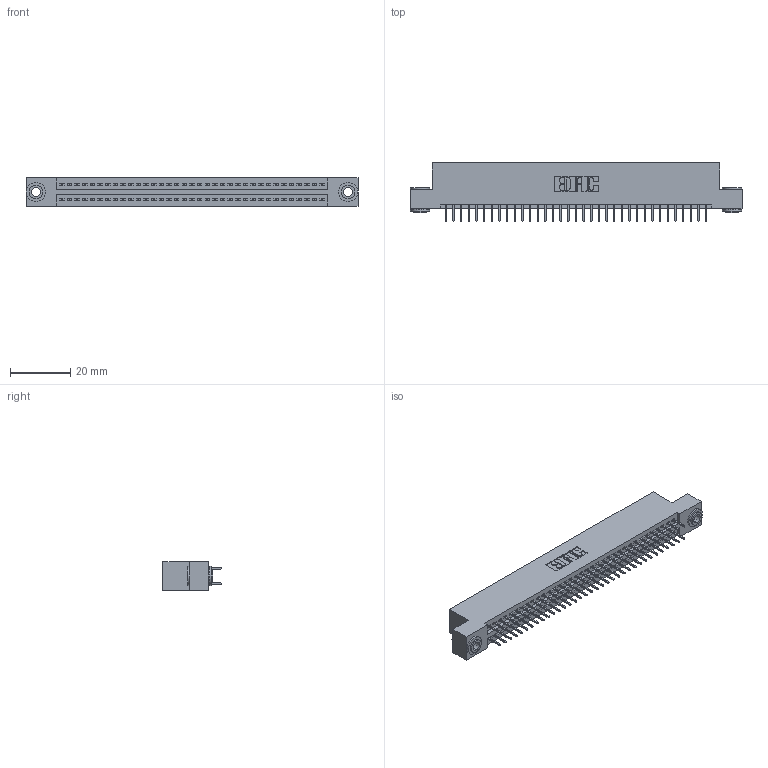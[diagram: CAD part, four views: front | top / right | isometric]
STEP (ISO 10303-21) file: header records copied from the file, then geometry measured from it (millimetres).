
FILE_DESCRIPTION (( 'STEP AP203' ), '1' );
FILE_NAME ('395-070-524-203.STEP', '2019-10-24T00:38:56', ( '' ), ( '' ), 'SwSTEP 2.0', 'SolidWorks 2016', '' );
FILE_SCHEMA (( 'CONFIG_CONTROL_DESIGN' ));
Length unit declared in the file: inch
Products named in the file (4): 345 Part_Flush Mounting Lugs - 0.156 Dia-TH; 345-292-001_345-293-124; 345-250-002_345-250-002-102; 395-070-524-203
Assembly tree (73 placements, depth 2):
  395-070-524-203
    345 Part_Flush Mounting Lugs - 0.156 Dia-TH
    345-292-001_345-293-124  x70
    345-250-002_345-250-002-102  x2
Bounding box: 110.11 x 19.35 x 9.4 mm (x, y, z)
Volume: 10544.6 mm3; surface area: 15376.3 mm2
Topology: 73 solids, 73 shells, 3944 faces, 11127 edges, 7134 vertices
Faces by surface type: plane 2820, cylinder 1116, cone 8
Entity records: 29128 total; most frequent: CARTESIAN_POINT 4863, ORIENTED_EDGE 4790, DIRECTION 4329, EDGE_CURVE 2395, VECTOR 2103, LINE 2103, VERTEX_POINT 1590, AXIS2_PLACEMENT_3D 1113
